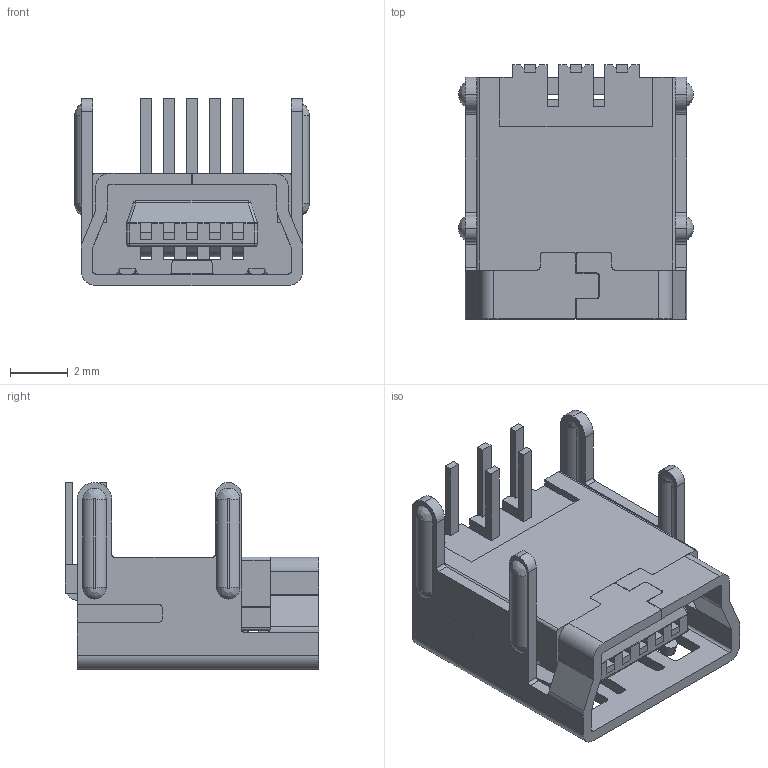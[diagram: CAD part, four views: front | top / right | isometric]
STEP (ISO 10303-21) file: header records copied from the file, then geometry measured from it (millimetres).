
FILE_DESCRIPTION(('STEP AP214'),'1');
FILE_NAME('43797.stp','2014-10-28T17:16:22',('TraceParts'),('TraceParts S.A.'),'XStep 1.0',' ',' ');
FILE_SCHEMA(('automotive_design'));
Length unit declared in the file: millimetre
Products named in the file (7): Assem1|1;1; Assem1|2;2; Assem1|3;3; Assem1|4;4
Bounding box: 8.15 x 8.82 x 6.5 mm (x, y, z)
Volume: 138.6 mm3; surface area: 738.4 mm2
Topology: 7 solids, 7 shells, 552 faces, 1545 edges, 992 vertices
Faces by surface type: plane 329, cylinder 193, bspline 24, sphere 6
Entity records: 18144 total; most frequent: CARTESIAN_POINT 3652, ORIENTED_EDGE 3082, DIRECTION 2961, EDGE_CURVE 1541, LINE 1119, VECTOR 1119, VERTEX_POINT 992, AXIS2_PLACEMENT_3D 921
